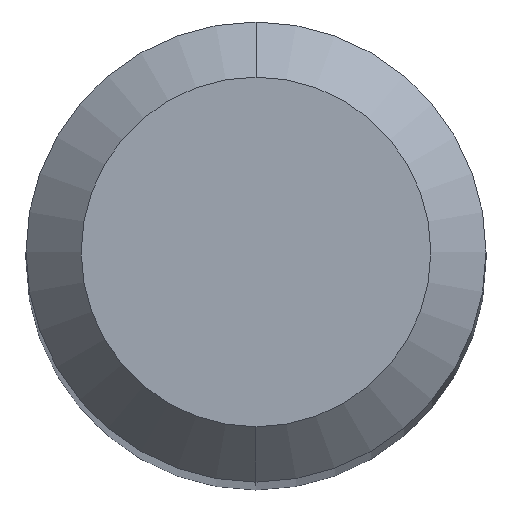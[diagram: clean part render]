
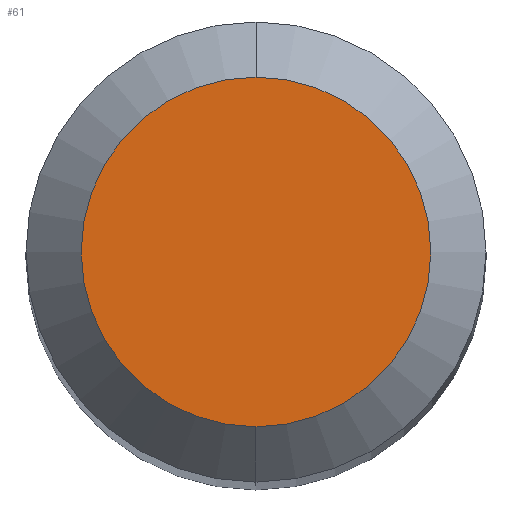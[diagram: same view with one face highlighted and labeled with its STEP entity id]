
A CAD part, top view. The second image highlights one B-rep face of the part: STEP entity #61.
In plain terms, the highlighted planar face has unit normal (0, 0, 1).
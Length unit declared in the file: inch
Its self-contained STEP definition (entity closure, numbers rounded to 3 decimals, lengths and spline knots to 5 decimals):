
#27 = ORIENTED_EDGE ( 'NONE', *, *, #297, .T. ) ;
#36 = AXIS2_PLACEMENT_3D ( 'NONE', #121, #373, #67 ) ;
#61 = ADVANCED_FACE ( 'NONE', ( #507 ), #283, .F. ) ;
#67 = DIRECTION ( 'NONE',  ( 0., -1., 0. ) ) ;
#73 = DIRECTION ( 'NONE',  ( 0., 0., -1. ) ) ;
#74 = VERTEX_POINT ( 'NONE', #559 ) ;
#121 = CARTESIAN_POINT ( 'NONE',  ( 0., 0., 0. ) ) ;
#157 = CIRCLE ( 'NONE', #229, 0.0475 ) ;
#182 = CARTESIAN_POINT ( 'NONE',  ( 0., 0., 0. ) ) ;
#200 = CIRCLE ( 'NONE', #36, 0.0475 ) ;
#211 = AXIS2_PLACEMENT_3D ( 'NONE', #457, #73, #372 ) ;
#216 = DIRECTION ( 'NONE',  ( 0., -1., 0. ) ) ;
#229 = AXIS2_PLACEMENT_3D ( 'NONE', #182, #360, #216 ) ;
#241 = VERTEX_POINT ( 'NONE', #336 ) ;
#283 = PLANE ( 'NONE',  #211 ) ;
#297 = EDGE_CURVE ( 'NONE', #74, #241, #157, .T. ) ;
#336 = CARTESIAN_POINT ( 'NONE',  ( 0., -0.0475, 0. ) ) ;
#342 = ORIENTED_EDGE ( 'NONE', *, *, #518, .T. ) ;
#360 = DIRECTION ( 'NONE',  ( 0., 0., 1. ) ) ;
#372 = DIRECTION ( 'NONE',  ( 0., 1., 0. ) ) ;
#373 = DIRECTION ( 'NONE',  ( 0., 0., 1. ) ) ;
#457 = CARTESIAN_POINT ( 'NONE',  ( 0., 0.0475, 0. ) ) ;
#507 = FACE_OUTER_BOUND ( 'NONE', #547, .T. ) ;
#518 = EDGE_CURVE ( 'NONE', #241, #74, #200, .T. ) ;
#547 = EDGE_LOOP ( 'NONE', ( #27, #342 ) ) ;
#559 = CARTESIAN_POINT ( 'NONE',  ( 0., 0.0475, 0. ) ) ;
